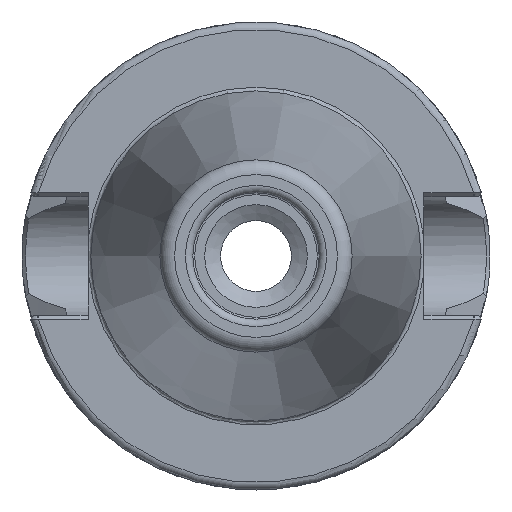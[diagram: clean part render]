
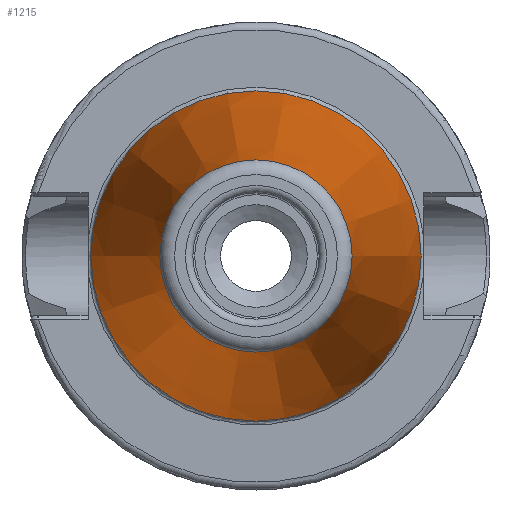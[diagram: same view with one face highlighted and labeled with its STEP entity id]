
A CAD part, left-side view. The second image highlights one B-rep face of the part: STEP entity #1215.
In plain terms, the highlighted conical face has half-angle 8.297 degrees and reference radius 17.581 mm.
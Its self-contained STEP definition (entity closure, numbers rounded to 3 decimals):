
#137=CIRCLE('',#1363,12.937);
#138=CIRCLE('',#1364,12.937);
#139=CIRCLE('',#1365,12.937);
#141=CIRCLE('',#1368,22.225);
#142=CIRCLE('',#1369,22.225);
#149=CONICAL_SURFACE('',#1367,17.581,0.145);
#222=FACE_OUTER_BOUND('',#292,.T.);
#292=EDGE_LOOP('',(#1127,#1128,#1129,#1130,#1131,#1132,#1133));
#351=LINE('',#2741,#410);
#410=VECTOR('',#1696,17.581);
#575=VERTEX_POINT('',#2729);
#576=VERTEX_POINT('',#2730);
#577=VERTEX_POINT('',#2732);
#578=VERTEX_POINT('',#2737);
#579=VERTEX_POINT('',#2738);
#759=EDGE_CURVE('',#575,#576,#137,.T.);
#760=EDGE_CURVE('',#577,#575,#138,.T.);
#761=EDGE_CURVE('',#576,#577,#139,.T.);
#763=EDGE_CURVE('',#578,#579,#141,.T.);
#764=EDGE_CURVE('',#579,#578,#142,.T.);
#765=EDGE_CURVE('',#579,#577,#351,.T.);
#1127=ORIENTED_EDGE('',*,*,#763,.F.);
#1128=ORIENTED_EDGE('',*,*,#764,.F.);
#1129=ORIENTED_EDGE('',*,*,#765,.T.);
#1130=ORIENTED_EDGE('',*,*,#760,.T.);
#1131=ORIENTED_EDGE('',*,*,#759,.T.);
#1132=ORIENTED_EDGE('',*,*,#761,.T.);
#1133=ORIENTED_EDGE('',*,*,#765,.F.);
#1215=ADVANCED_FACE('',(#222),#149,.T.);
#1363=AXIS2_PLACEMENT_3D('',#2731,#1682,#1683);
#1364=AXIS2_PLACEMENT_3D('',#2733,#1684,#1685);
#1365=AXIS2_PLACEMENT_3D('',#2734,#1686,#1687);
#1367=AXIS2_PLACEMENT_3D('',#2736,#1690,#1691);
#1368=AXIS2_PLACEMENT_3D('',#2739,#1692,#1693);
#1369=AXIS2_PLACEMENT_3D('',#2740,#1694,#1695);
#1682=DIRECTION('center_axis',(1.,0.,0.));
#1683=DIRECTION('ref_axis',(0.,0.,-1.));
#1684=DIRECTION('center_axis',(1.,0.,0.));
#1685=DIRECTION('ref_axis',(0.,0.,-1.));
#1686=DIRECTION('center_axis',(1.,0.,0.));
#1687=DIRECTION('ref_axis',(0.,0.,-1.));
#1690=DIRECTION('center_axis',(1.,0.,0.));
#1691=DIRECTION('ref_axis',(0.,1.,0.));
#1692=DIRECTION('center_axis',(1.,0.,0.));
#1693=DIRECTION('ref_axis',(0.,0.,-1.));
#1694=DIRECTION('center_axis',(1.,0.,0.));
#1695=DIRECTION('ref_axis',(0.,0.,-1.));
#1696=DIRECTION('',(-0.99,0.144,0.));
#2729=CARTESIAN_POINT('',(-63.689,12.937,0.));
#2730=CARTESIAN_POINT('',(-63.689,0.,12.937));
#2731=CARTESIAN_POINT('Origin',(-63.689,0.,
0.));
#2732=CARTESIAN_POINT('',(-63.689,-12.937,0.));
#2733=CARTESIAN_POINT('Origin',(-63.689,0.,
0.));
#2734=CARTESIAN_POINT('Origin',(-63.689,0.,
0.));
#2736=CARTESIAN_POINT('Origin',(-31.844,0.,
0.));
#2737=CARTESIAN_POINT('',(0.,22.225,0.));
#2738=CARTESIAN_POINT('',(0.,-22.225,0.));
#2739=CARTESIAN_POINT('Origin',(0.,0.,
0.));
#2740=CARTESIAN_POINT('Origin',(0.,0.,
0.));
#2741=CARTESIAN_POINT('',(-31.844,-17.581,0.));
